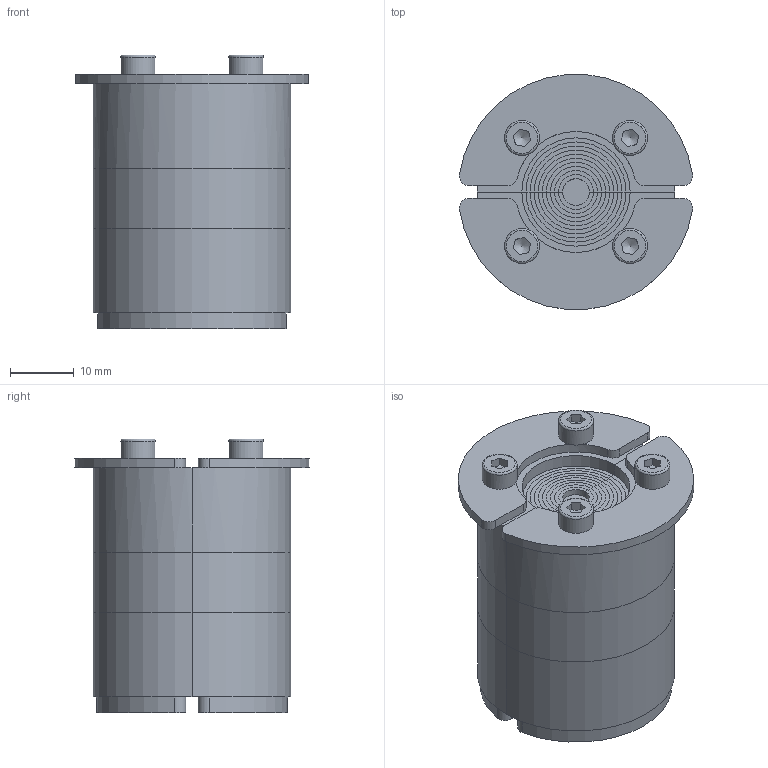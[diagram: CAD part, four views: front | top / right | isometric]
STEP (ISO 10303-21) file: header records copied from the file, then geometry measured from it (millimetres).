
FILE_DESCRIPTION(/* description */ ('','CAx-IF Rec.Pracs.---Representation and Presentation of Product Manufacturing Information (PMI)---4.0---2014-10-13'),/* implementation_level */ '2;1');
FILE_NAME(/* name */ 'RS 31 BG.stp',/* time_stamp */ '2021-12-22T13:43:36+01:00',/* author */ ('se-linado'),/* organization */ (''),/* preprocessor_version */ 'ST-DEVELOPER v17.2',/* originating_system */ 'Autodesk Inventor 2019',/* authorisation */ '');
FILE_SCHEMA (('AP242_MANAGED_MODEL_BASED_3D_ENGINEERING_MIM_LF { 1 0 10303 442 1 1 4 }'));
Length unit declared in the file: millimetre
Products named in the file (1): RS 31 BG_EMC
Bounding box: 36.63 x 36.87 x 43 mm (x, y, z)
Volume: 28605.9 mm3; surface area: 6826.7 mm2
Topology: 1 solids, 1 shells, 154 faces, 384 edges, 238 vertices
Faces by surface type: plane 96, cylinder 46, cone 8, torus 4
Full cylindrical faces by diameter (mm): 2.459 x4, 5.5 x4
Entity records: 4768 total; most frequent: DIRECTION 840, CARTESIAN_POINT 829, ORIENTED_EDGE 760, EDGE_CURVE 380, AXIS2_PLACEMENT_3D 333, VERTEX_POINT 238, CIRCLE 178, LINE 174
